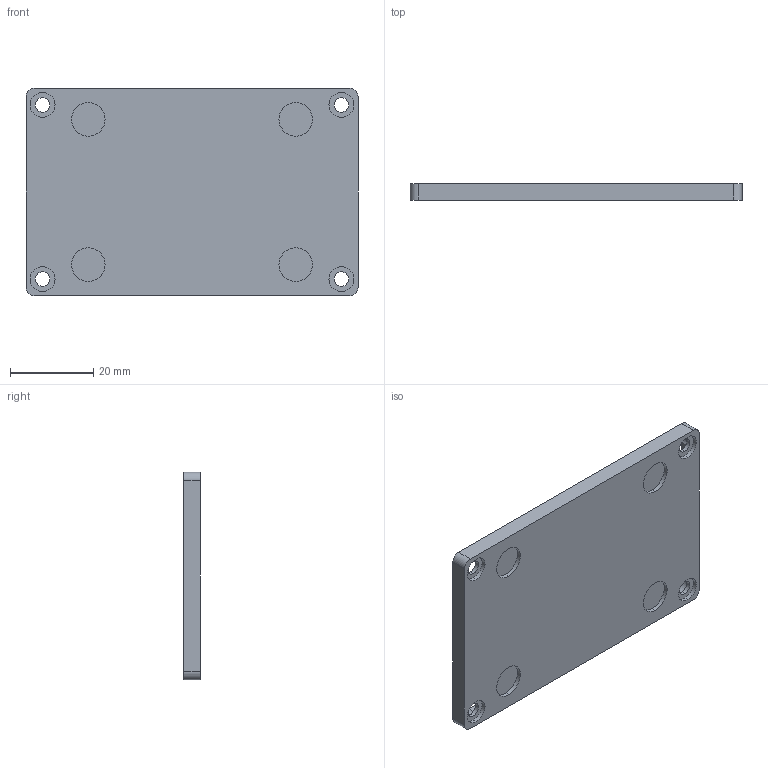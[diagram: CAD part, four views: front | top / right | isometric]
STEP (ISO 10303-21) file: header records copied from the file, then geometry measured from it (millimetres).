
FILE_DESCRIPTION (( 'STEP AP203' ), '1' );
FILE_NAME ('菁啣.STEP', '2024-10-30T14:32:34', ( '' ), ( '' ), 'SwSTEP 2.0', 'SolidWorks 2020', '' );
FILE_SCHEMA (( 'CONFIG_CONTROL_DESIGN' ));
Length unit declared in the file: millimetre
Products named in the file (1): 菁啣
Bounding box: 80 x 4 x 50 mm (x, y, z)
Volume: 8621.1 mm3; surface area: 9652.8 mm2
Topology: 1 solids, 1 shells, 53 faces, 126 edges, 84 vertices
Faces by surface type: cylinder 34, plane 19
Entity records: 1661 total; most frequent: DIRECTION 302, CARTESIAN_POINT 264, ORIENTED_EDGE 252, EDGE_CURVE 126, AXIS2_PLACEMENT_3D 122, VERTEX_POINT 84, EDGE_LOOP 70, CIRCLE 68
